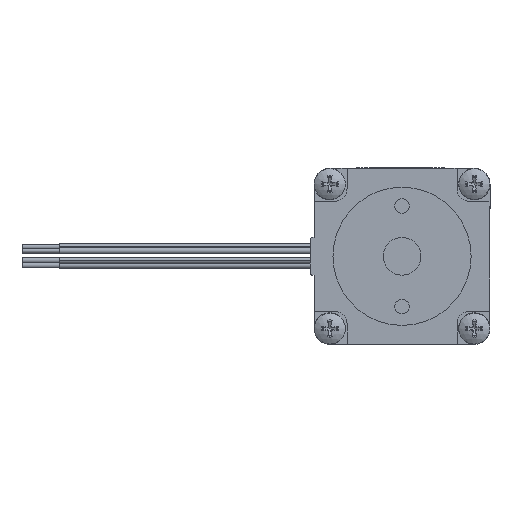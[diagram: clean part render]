
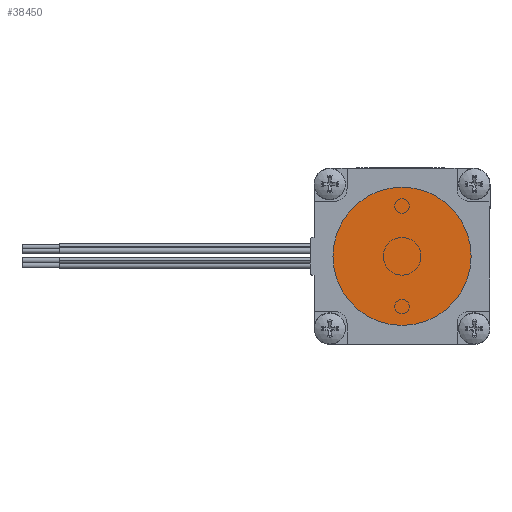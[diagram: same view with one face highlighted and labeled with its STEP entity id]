
A CAD part, left-side view. The second image highlights one B-rep face of the part: STEP entity #38450.
In plain terms, the highlighted face is planar.
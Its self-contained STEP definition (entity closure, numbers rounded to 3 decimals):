
#3727=FACE_OUTER_BOUND('',#5996,.T.);
#5996=EDGE_LOOP('',(#35173));
#14976=CIRCLE('',#42431,11.);
#18689=VERTEX_POINT('',#68658);
#24195=EDGE_CURVE('',#18689,#18689,#14976,.T.);
#35173=ORIENTED_EDGE('',*,*,#24195,.T.);
#36424=PLANE('',#42432);
#38450=ADVANCED_FACE('',(#3727),#36424,.F.);
#42431=AXIS2_PLACEMENT_3D('',#68659,#53832,#53833);
#42432=AXIS2_PLACEMENT_3D('',#68660,#53834,#53835);
#53832=DIRECTION('center_axis',(0.,0.,-1.));
#53833=DIRECTION('ref_axis',(-1.,0.,0.));
#53834=DIRECTION('center_axis',(0.,0.,1.));
#53835=DIRECTION('ref_axis',(1.,0.,0.));
#68658=CARTESIAN_POINT('',(11.,0.,0.));
#68659=CARTESIAN_POINT('Origin',(0.,0.,0.));
#68660=CARTESIAN_POINT('Origin',(0.,0.,
0.));
